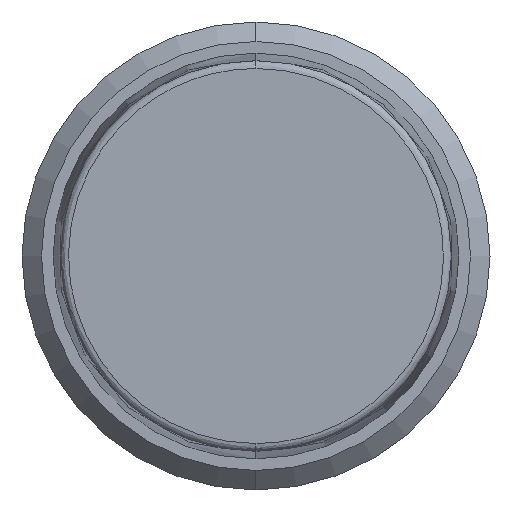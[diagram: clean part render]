
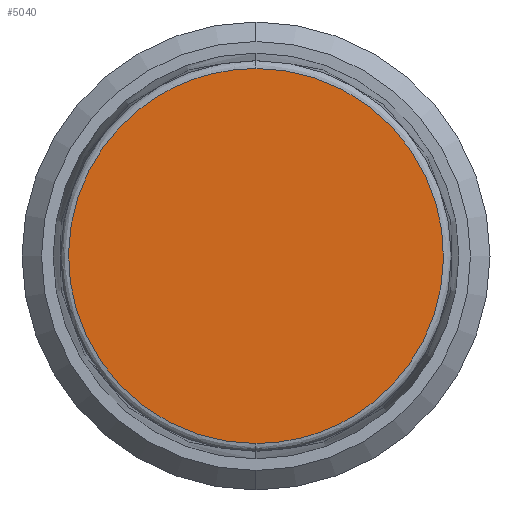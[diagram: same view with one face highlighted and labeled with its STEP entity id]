
A CAD part, left-side view. The second image highlights one B-rep face of the part: STEP entity #5040.
In plain terms, the highlighted planar face has unit normal (-1, 0, 0).
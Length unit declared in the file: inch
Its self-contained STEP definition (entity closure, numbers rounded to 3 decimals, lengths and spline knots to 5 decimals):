
#21 = CARTESIAN_POINT ( 'NONE',  ( -0.19685, 0., -0.18929 ) ) ;
#50 = CARTESIAN_POINT ( 'NONE',  ( -0.19685, 0., 0.18929 ) ) ;
#123 = ORIENTED_EDGE ( 'NONE', *, *, #3545, .F. ) ;
#397 = CARTESIAN_POINT ( 'NONE',  ( -0.19685, -0.37857, -0.18929 ) ) ;
#698 = FACE_OUTER_BOUND ( 'NONE', #5277, .T. ) ;
#754 =( BOUNDED_CURVE ( )  B_SPLINE_CURVE ( 3, ( #4924, #5859, #397, #5836 ),
 .UNSPECIFIED., .F., .F. ) 
 B_SPLINE_CURVE_WITH_KNOTS ( ( 4, 4 ),
 ( 0.5, 1. ),
 .UNSPECIFIED. ) 
 CURVE ( )  GEOMETRIC_REPRESENTATION_ITEM ( )  RATIONAL_B_SPLINE_CURVE ( ( 1., 0.333, 0.333, 1. ) ) 
 REPRESENTATION_ITEM ( '' )  );
#912 = CARTESIAN_POINT ( 'NONE',  ( -0.19685, 0.37857, -0.18929 ) ) ;
#1258 = VERTEX_POINT ( 'NONE', #21 ) ;
#1377 = AXIS2_PLACEMENT_3D ( 'NONE', #3362, #1539, #1510 ) ;
#1510 = DIRECTION ( 'NONE',  ( 0., 0., -1. ) ) ;
#1539 = DIRECTION ( 'NONE',  ( 1., 0., 0. ) ) ;
#1848 = CARTESIAN_POINT ( 'NONE',  ( -0.19685, 0.37857, 0.18929 ) ) ;
#2722 = ORIENTED_EDGE ( 'NONE', *, *, #4509, .F. ) ;
#3362 = CARTESIAN_POINT ( 'NONE',  ( -0.19685, 0., 0. ) ) ;
#3381 = PLANE ( 'NONE',  #1377 ) ;
#3511 =( BOUNDED_CURVE ( )  B_SPLINE_CURVE ( 3, ( #5114, #912, #1848, #4108 ),
 .UNSPECIFIED., .F., .F. ) 
 B_SPLINE_CURVE_WITH_KNOTS ( ( 4, 4 ),
 ( 0., 0.5 ),
 .UNSPECIFIED. ) 
 CURVE ( )  GEOMETRIC_REPRESENTATION_ITEM ( )  RATIONAL_B_SPLINE_CURVE ( ( 1., 0.333, 0.333, 1. ) ) 
 REPRESENTATION_ITEM ( '' )  );
#3545 = EDGE_CURVE ( 'NONE', #5551, #1258, #754, .T. ) ;
#4108 = CARTESIAN_POINT ( 'NONE',  ( -0.19685, 0., 0.18929 ) ) ;
#4509 = EDGE_CURVE ( 'NONE', #1258, #5551, #3511, .T. ) ;
#4924 = CARTESIAN_POINT ( 'NONE',  ( -0.19685, 0., 0.18929 ) ) ;
#5040 = ADVANCED_FACE ( 'NONE', ( #698 ), #3381, .F. ) ;
#5114 = CARTESIAN_POINT ( 'NONE',  ( -0.19685, 0., -0.18929 ) ) ;
#5277 = EDGE_LOOP ( 'NONE', ( #2722, #123 ) ) ;
#5551 = VERTEX_POINT ( 'NONE', #50 ) ;
#5836 = CARTESIAN_POINT ( 'NONE',  ( -0.19685, 0., -0.18929 ) ) ;
#5859 = CARTESIAN_POINT ( 'NONE',  ( -0.19685, -0.37857, 0.18929 ) ) ;
